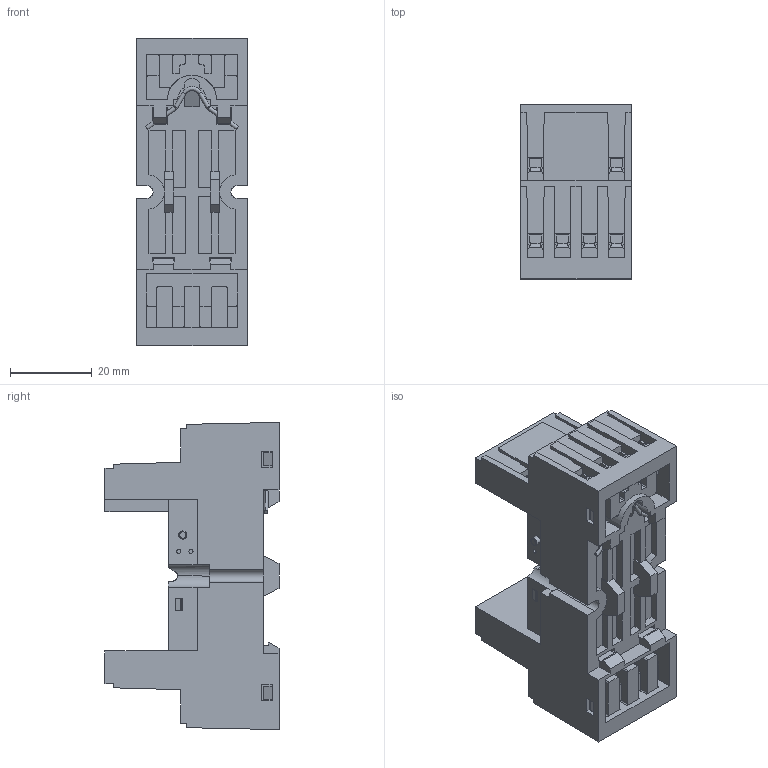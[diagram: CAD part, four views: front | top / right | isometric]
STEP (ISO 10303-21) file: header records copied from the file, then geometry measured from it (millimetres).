
FILE_DESCRIPTION (( 'STEP AP214' ), '1' );
FILE_NAME ('PYF-044BE_2.STEP', '2021-02-09T06:29:03', ( 'managet2' ), ( '' ), 'SwSTEP 2.0', 'SolidWorks 2016', '' );
FILE_SCHEMA (( 'AUTOMOTIVE_DESIGN' ));
Length unit declared in the file: millimetre
Products named in the file (18): 咈懤錪-1; PYF-044BE_2-1; PYF-044BE_2
Assembly tree (15 placements, depth 2):
  咈懤錪-1
  咈懤錪-1
  PYF-044BE_2-1
  PYF-044BE_2
    PYF-044BE_2-1
    咈懤錪-1  x14
  咈懤錪-1
Bounding box: 27 x 42.5 x 75 mm (x, y, z)
Surface area: 22625.1 mm2 (no closed solid volume)
Topology: 0 solids, 60 shells, 2907 faces, 7678 edges, 4942 vertices
Faces by surface type: plane 2431, cylinder 424, bspline 52
Entity records: 32443 total; most frequent: CARTESIAN_POINT 6046, ORIENTED_EDGE 5398, DIRECTION 5055, EDGE_CURVE 2699, VECTOR 2345, LINE 2345, VERTEX_POINT 1757, AXIS2_PLACEMENT_3D 1355
